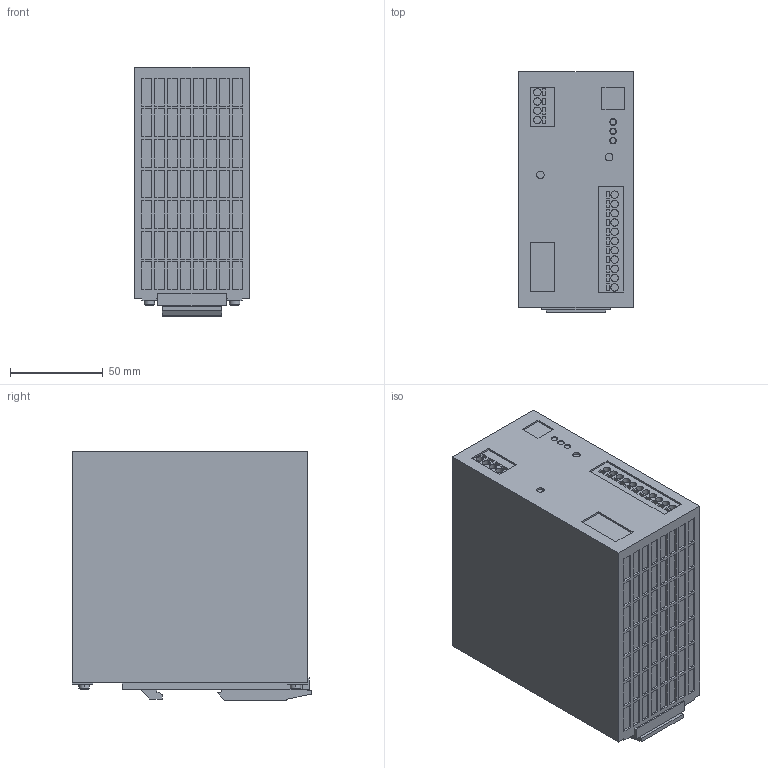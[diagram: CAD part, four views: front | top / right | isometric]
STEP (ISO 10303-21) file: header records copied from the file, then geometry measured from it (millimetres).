
FILE_DESCRIPTION (( 'STEP AP214' ), '1' );
FILE_NAME ('815176.STEP', '2023-11-17T11:48:22', ( '' ), ( '' ), 'SwSTEP 2.0', 'SolidWorks 2022', '' );
FILE_SCHEMA (( 'AUTOMOTIVE_DESIGN' ));
Length unit declared in the file: millimetre
Products named in the file (1): 815176
Bounding box: 62 x 129.3 x 134.3 mm (x, y, z)
Volume: 994453.4 mm3; surface area: 71750.9 mm2
Topology: 1 solids, 1 shells, 804 faces, 1915 edges, 1274 vertices
Faces by surface type: plane 742, cylinder 54, cone 8
Entity records: 22865 total; most frequent: CARTESIAN_POINT 3994, ORIENTED_EDGE 3830, DIRECTION 3641, EDGE_CURVE 1915, LINE 1799, VECTOR 1799, VERTEX_POINT 1274, EDGE_LOOP 965
